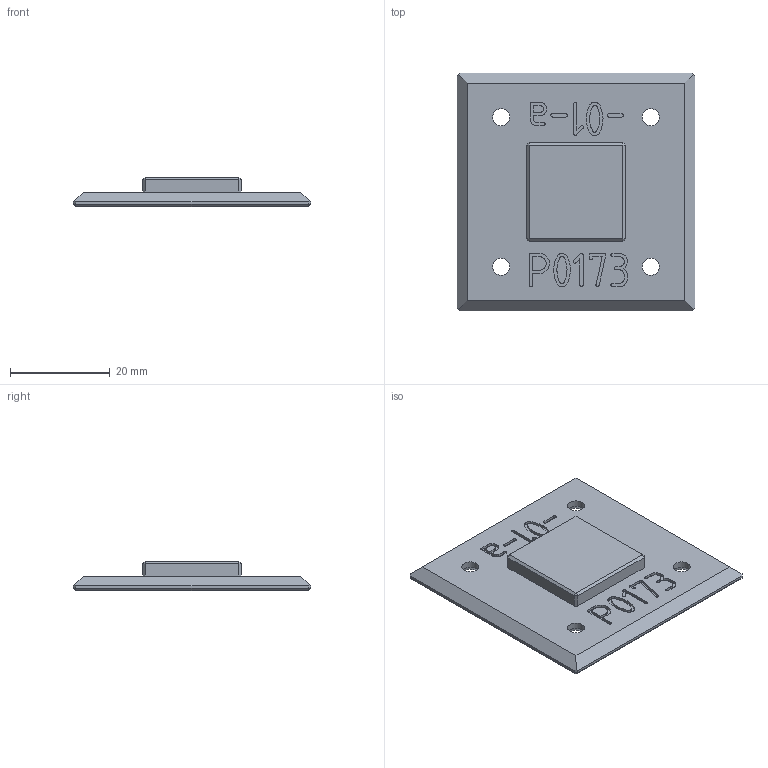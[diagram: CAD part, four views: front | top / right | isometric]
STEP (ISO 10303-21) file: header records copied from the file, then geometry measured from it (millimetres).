
FILE_DESCRIPTION(('FreeCAD Model'),'2;1');
FILE_NAME('Open CASCADE Shape Model','2023-10-13T18:48:56',(''),(''), 'Open CASCADE STEP processor 7.6','FreeCAD','Unknown');
FILE_SCHEMA(('AUTOMOTIVE_DESIGN { 1 0 10303 214 1 1 1 1 }'));
Length unit declared in the file: millimetre
Products named in the file (1): P0173-01-a_Grundplatte_50_50
Bounding box: 47.6 x 47.6 x 6 mm (x, y, z)
Volume: 7349.8 mm3; surface area: 5157.6 mm2
Topology: 1 solids, 1 shells, 228 faces, 605 edges, 394 vertices
Faces by surface type: extrusion 138, plane 82, cylinder 4, cone 4
Full cylindrical faces by diameter (mm): 3.4 x4
Entity records: 15088 total; most frequent: CARTESIAN_POINT 3842, DIRECTION 1591, VECTOR 1381, LINE 1243, ORIENTED_EDGE 1210, PCURVE 1210, DEFINITIONAL_REPRESENTATION 1210, B_SPLINE_CURVE_WITH_KNOTS 690
